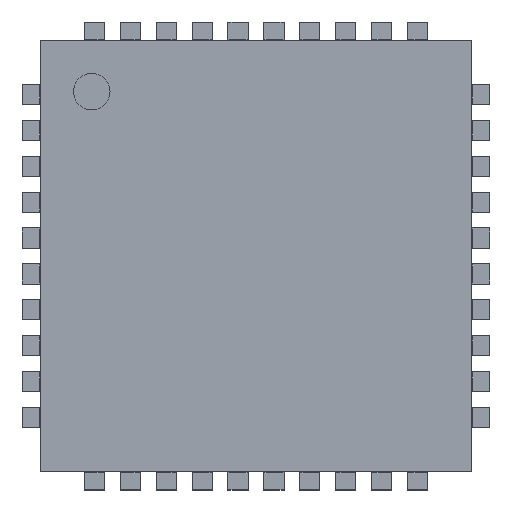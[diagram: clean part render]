
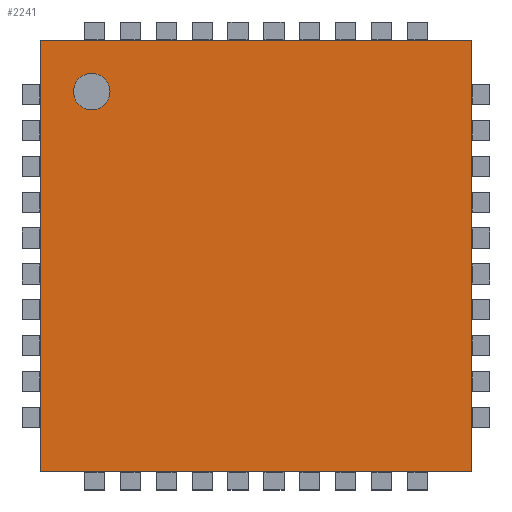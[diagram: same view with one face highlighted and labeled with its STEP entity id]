
A CAD part, top view. The second image highlights one B-rep face of the part: STEP entity #2241.
In plain terms, the highlighted planar face has unit normal (0, 0, 1).
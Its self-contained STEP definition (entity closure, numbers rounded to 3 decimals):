
#2241=ADVANCED_FACE('',(#3163,#3164),#2701,.T.);
#2701=PLANE('',#10802);
#3159=CIRCLE('',#10800,0.254);
#3160=CIRCLE('',#10801,0.254);
#3163=FACE_BOUND('',#3249,.T.);
#3164=FACE_BOUND('',#3250,.T.);
#3249=EDGE_LOOP('',(#3752,#3753,#3754,#3755));
#3250=EDGE_LOOP('',(#3756,#3757));
#3752=ORIENTED_EDGE('',*,*,#7072,.T.);
#3753=ORIENTED_EDGE('',*,*,#7073,.T.);
#3754=ORIENTED_EDGE('',*,*,#7074,.T.);
#3755=ORIENTED_EDGE('',*,*,#7075,.T.);
#3756=ORIENTED_EDGE('',*,*,#7076,.F.);
#3757=ORIENTED_EDGE('',*,*,#7077,.F.);
#6242=VERTEX_POINT('',#13437);
#6243=VERTEX_POINT('',#13438);
#6244=VERTEX_POINT('',#13440);
#6245=VERTEX_POINT('',#13442);
#6246=VERTEX_POINT('',#13445);
#6247=VERTEX_POINT('',#13446);
#7072=EDGE_CURVE('',#6242,#6243,#8317,.T.);
#7073=EDGE_CURVE('',#6243,#6244,#8318,.T.);
#7074=EDGE_CURVE('',#6244,#6245,#8319,.T.);
#7075=EDGE_CURVE('',#6245,#6242,#8320,.T.);
#7076=EDGE_CURVE('',#6246,#6247,#3159,.T.);
#7077=EDGE_CURVE('',#6247,#6246,#3160,.T.);
#8317=LINE('',#13436,#9558);
#8318=LINE('',#13439,#9559);
#8319=LINE('',#13441,#9560);
#8320=LINE('',#13443,#9561);
#9558=VECTOR('',#11266,1.);
#9559=VECTOR('',#11267,1.);
#9560=VECTOR('',#11268,1.);
#9561=VECTOR('',#11269,1.);
#10800=AXIS2_PLACEMENT_3D('',#13444,#11270,#11271);
#10801=AXIS2_PLACEMENT_3D('',#13447,#11272,#11273);
#10802=AXIS2_PLACEMENT_3D('',#13448,#11274,#11275);
#11266=DIRECTION('',(1.,0.,0.));
#11267=DIRECTION('',(0.,1.,0.));
#11268=DIRECTION('',(-1.,0.,0.));
#11269=DIRECTION('',(0.,-1.,0.));
#11270=DIRECTION('',(0.,0.,1.));
#11271=DIRECTION('',(-1.,0.,0.));
#11272=DIRECTION('',(0.,0.,1.));
#11273=DIRECTION('',(1.,0.,0.));
#11274=DIRECTION('',(0.,0.,1.));
#11275=DIRECTION('',(-1.,0.,0.));
#13436=CARTESIAN_POINT('',(-3.,-3.,1.126));
#13437=CARTESIAN_POINT('',(-3.,-3.,1.126));
#13438=CARTESIAN_POINT('',(3.,-3.,1.126));
#13439=CARTESIAN_POINT('',(3.,-3.,1.126));
#13440=CARTESIAN_POINT('',(3.,3.,1.126));
#13441=CARTESIAN_POINT('',(3.,3.,1.126));
#13442=CARTESIAN_POINT('',(-3.,3.,1.126));
#13443=CARTESIAN_POINT('',(-3.,3.,1.126));
#13444=CARTESIAN_POINT('',(-2.286,2.286,1.126));
#13445=CARTESIAN_POINT('',(-2.54,2.286,1.126));
#13446=CARTESIAN_POINT('',(-2.032,2.286,1.126));
#13447=CARTESIAN_POINT('',(-2.286,2.286,1.126));
#13448=CARTESIAN_POINT('',(0.,0.,1.126));
